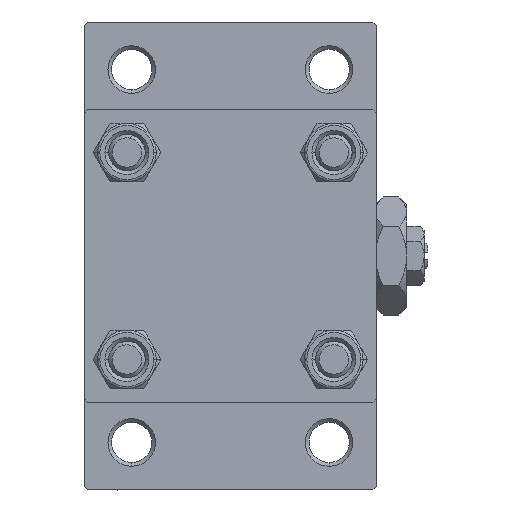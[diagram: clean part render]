
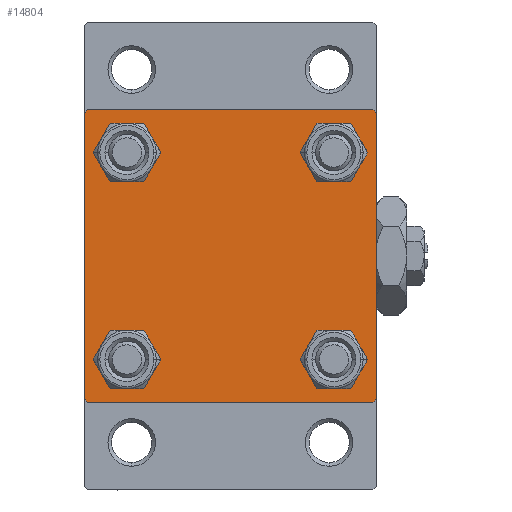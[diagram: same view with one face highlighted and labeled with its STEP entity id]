
A CAD part, left-side view. The second image highlights one B-rep face of the part: STEP entity #14804.
In plain terms, the highlighted planar face has unit normal (-1, 0, 0).
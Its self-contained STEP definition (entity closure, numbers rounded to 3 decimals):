
#662 = CIRCLE ( 'NONE', #24423, 3. ) ;
#777 = CARTESIAN_POINT ( 'NONE',  ( 0., -20., -19.5 ) ) ;
#988 = VECTOR ( 'NONE', #3071, 1000. ) ;
#1135 = DIRECTION ( 'NONE',  ( 0., 0., 1. ) ) ;
#1202 = EDGE_CURVE ( 'NONE', #32281, #2114, #40932, .T. ) ;
#1736 = DIRECTION ( 'NONE',  ( 0., 0., 1. ) ) ;
#1784 = EDGE_LOOP ( 'NONE', ( #27201, #16351 ) ) ;
#1867 = CARTESIAN_POINT ( 'NONE',  ( 0., 14.15, 14.15 ) ) ;
#2114 = VERTEX_POINT ( 'NONE', #23534 ) ;
#2219 = LINE ( 'NONE', #13866, #32813 ) ;
#3071 = DIRECTION ( 'NONE',  ( 0., -1., 0. ) ) ;
#3502 = EDGE_CURVE ( 'NONE', #46636, #29943, #16966, .T. ) ;
#3990 = VERTEX_POINT ( 'NONE', #35378 ) ;
#4615 = FACE_OUTER_BOUND ( 'NONE', #25416, .T. ) ;
#4873 = DIRECTION ( 'NONE',  ( 1., 0., 0. ) ) ;
#4910 = ORIENTED_EDGE ( 'NONE', *, *, #42332, .T. ) ;
#5056 = EDGE_CURVE ( 'NONE', #39348, #29491, #16408, .T. ) ;
#5714 = CARTESIAN_POINT ( 'NONE',  ( 0., 19.5, 20. ) ) ;
#5840 = VERTEX_POINT ( 'NONE', #42862 ) ;
#5927 = CARTESIAN_POINT ( 'NONE',  ( 0., -19.5, 20. ) ) ;
#6442 = DIRECTION ( 'NONE',  ( 1., 0., 0. ) ) ;
#6782 = LINE ( 'NONE', #37017, #988 ) ;
#7267 = CARTESIAN_POINT ( 'NONE',  ( 0., -20., 20. ) ) ;
#7504 = DIRECTION ( 'NONE',  ( 0., 0., -1. ) ) ;
#7527 = DIRECTION ( 'NONE',  ( 1., 0., 0. ) ) ;
#8068 = EDGE_CURVE ( 'NONE', #12774, #22394, #41069, .T. ) ;
#8126 = LINE ( 'NONE', #49047, #8777 ) ;
#8134 = EDGE_CURVE ( 'NONE', #46166, #5840, #662, .T. ) ;
#8277 = AXIS2_PLACEMENT_3D ( 'NONE', #29507, #18340, #44640 ) ;
#8760 = CARTESIAN_POINT ( 'NONE',  ( 0., -14.15, -14.15 ) ) ;
#8777 = VECTOR ( 'NONE', #15798, 1000. ) ;
#8991 = LINE ( 'NONE', #38730, #10612 ) ;
#9294 = DIRECTION ( 'NONE',  ( 1., 0., 0. ) ) ;
#10612 = VECTOR ( 'NONE', #46187, 1000. ) ;
#11395 = EDGE_CURVE ( 'NONE', #2114, #32281, #14271, .T. ) ;
#12287 = FACE_BOUND ( 'NONE', #46319, .T. ) ;
#12306 = ORIENTED_EDGE ( 'NONE', *, *, #24763, .T. ) ;
#12774 = VERTEX_POINT ( 'NONE', #32986 ) ;
#12785 = FACE_BOUND ( 'NONE', #1784, .T. ) ;
#13198 = CARTESIAN_POINT ( 'NONE',  ( 0., -14.15, -17.15 ) ) ;
#13866 = CARTESIAN_POINT ( 'NONE',  ( 0., 20., 20. ) ) ;
#14016 = CARTESIAN_POINT ( 'NONE',  ( 0., 14.15, -14.15 ) ) ;
#14046 = LINE ( 'NONE', #29185, #48578 ) ;
#14271 = CIRCLE ( 'NONE', #32457, 3. ) ;
#14436 = EDGE_LOOP ( 'NONE', ( #23289, #26144 ) ) ;
#14804 = ADVANCED_FACE ( 'NONE', ( #43041, #31380, #12287, #12785, #4615 ), #46271, .T. ) ;
#15744 = ORIENTED_EDGE ( 'NONE', *, *, #36971, .T. ) ;
#15798 = DIRECTION ( 'NONE',  ( 0., 0.707, -0.707 ) ) ;
#16083 = AXIS2_PLACEMENT_3D ( 'NONE', #14016, #29157, #43788 ) ;
#16351 = ORIENTED_EDGE ( 'NONE', *, *, #36351, .T. ) ;
#16408 = CIRCLE ( 'NONE', #28296, 3. ) ;
#16966 = LINE ( 'NONE', #25397, #32184 ) ;
#17558 = VECTOR ( 'NONE', #7504, 1000. ) ;
#18143 = ORIENTED_EDGE ( 'NONE', *, *, #39139, .T. ) ;
#18340 = DIRECTION ( 'NONE',  ( 1., 0., 0. ) ) ;
#18440 = EDGE_CURVE ( 'NONE', #47255, #37088, #41223, .T. ) ;
#18680 = CARTESIAN_POINT ( 'NONE',  ( 0., -14.15, 14.15 ) ) ;
#19631 = ORIENTED_EDGE ( 'NONE', *, *, #5056, .T. ) ;
#19730 = DIRECTION ( 'NONE',  ( 0., 0., 1. ) ) ;
#20195 = DIRECTION ( 'NONE',  ( 1., 0., 0. ) ) ;
#20203 = CARTESIAN_POINT ( 'NONE',  ( 0., -14.15, 11.15 ) ) ;
#20827 = CARTESIAN_POINT ( 'NONE',  ( 0., -14.15, -11.15 ) ) ;
#21573 = VECTOR ( 'NONE', #44794, 1000. ) ;
#22213 = CARTESIAN_POINT ( 'NONE',  ( 0., -19.75, -19.75 ) ) ;
#22394 = VERTEX_POINT ( 'NONE', #46009 ) ;
#23176 = EDGE_CURVE ( 'NONE', #22394, #12774, #24815, .T. ) ;
#23289 = ORIENTED_EDGE ( 'NONE', *, *, #11395, .T. ) ;
#23431 = DIRECTION ( 'NONE',  ( 0., 0., 1. ) ) ;
#23534 = CARTESIAN_POINT ( 'NONE',  ( 0., -14.15, 17.15 ) ) ;
#23733 = AXIS2_PLACEMENT_3D ( 'NONE', #46512, #31139, #1135 ) ;
#24397 = VERTEX_POINT ( 'NONE', #30378 ) ;
#24423 = AXIS2_PLACEMENT_3D ( 'NONE', #1867, #20195, #43025 ) ;
#24763 = EDGE_CURVE ( 'NONE', #3990, #43402, #2219, .T. ) ;
#24815 = CIRCLE ( 'NONE', #16083, 3. ) ;
#24829 = CIRCLE ( 'NONE', #46195, 3. ) ;
#25397 = CARTESIAN_POINT ( 'NONE',  ( 0., 20., 20. ) ) ;
#25416 = EDGE_LOOP ( 'NONE', ( #12306, #18143, #15744, #40836, #46694, #38713, #29795, #40103 ) ) ;
#25624 = CARTESIAN_POINT ( 'NONE',  ( 0., -20., 19.5 ) ) ;
#26144 = ORIENTED_EDGE ( 'NONE', *, *, #1202, .T. ) ;
#27201 = ORIENTED_EDGE ( 'NONE', *, *, #8134, .T. ) ;
#27269 = ORIENTED_EDGE ( 'NONE', *, *, #8068, .T. ) ;
#28296 = AXIS2_PLACEMENT_3D ( 'NONE', #8760, #30593, #35279 ) ;
#28514 = VERTEX_POINT ( 'NONE', #42411 ) ;
#29157 = DIRECTION ( 'NONE',  ( 1., 0., 0. ) ) ;
#29185 = CARTESIAN_POINT ( 'NONE',  ( 0., 19.75, -19.75 ) ) ;
#29491 = VERTEX_POINT ( 'NONE', #20827 ) ;
#29507 = CARTESIAN_POINT ( 'NONE',  ( 0., -14.15, -14.15 ) ) ;
#29688 = CIRCLE ( 'NONE', #8277, 3. ) ;
#29795 = ORIENTED_EDGE ( 'NONE', *, *, #3502, .F. ) ;
#29943 = VERTEX_POINT ( 'NONE', #5927 ) ;
#30378 = CARTESIAN_POINT ( 'NONE',  ( 0., -19.5, -20. ) ) ;
#30593 = DIRECTION ( 'NONE',  ( 1., 0., 0. ) ) ;
#30977 = EDGE_CURVE ( 'NONE', #46636, #3990, #8126, .T. ) ;
#31139 = DIRECTION ( 'NONE',  ( -1., 0., 0. ) ) ;
#31380 = FACE_BOUND ( 'NONE', #38182, .T. ) ;
#32184 = VECTOR ( 'NONE', #39520, 1000. ) ;
#32281 = VERTEX_POINT ( 'NONE', #20203 ) ;
#32457 = AXIS2_PLACEMENT_3D ( 'NONE', #18680, #7527, #41490 ) ;
#32726 = EDGE_CURVE ( 'NONE', #24397, #37088, #34080, .T. ) ;
#32813 = VECTOR ( 'NONE', #35434, 1000. ) ;
#32986 = CARTESIAN_POINT ( 'NONE',  ( 0., 14.15, -11.15 ) ) ;
#33210 = ORIENTED_EDGE ( 'NONE', *, *, #23176, .T. ) ;
#34080 = LINE ( 'NONE', #22213, #21573 ) ;
#35279 = DIRECTION ( 'NONE',  ( 0., 0., 1. ) ) ;
#35378 = CARTESIAN_POINT ( 'NONE',  ( 0., 20., 19.5 ) ) ;
#35434 = DIRECTION ( 'NONE',  ( 0., 0., -1. ) ) ;
#36351 = EDGE_CURVE ( 'NONE', #5840, #46166, #24829, .T. ) ;
#36650 = CARTESIAN_POINT ( 'NONE',  ( 0., 20., -19.5 ) ) ;
#36856 = DIRECTION ( 'NONE',  ( 0., -0.707, -0.707 ) ) ;
#36962 = AXIS2_PLACEMENT_3D ( 'NONE', #40158, #6442, #1736 ) ;
#36971 = EDGE_CURVE ( 'NONE', #28514, #24397, #6782, .T. ) ;
#37017 = CARTESIAN_POINT ( 'NONE',  ( 0., 20., -20. ) ) ;
#37088 = VERTEX_POINT ( 'NONE', #777 ) ;
#38020 = CARTESIAN_POINT ( 'NONE',  ( 0., 14.15, 17.15 ) ) ;
#38182 = EDGE_LOOP ( 'NONE', ( #4910, #19631 ) ) ;
#38713 = ORIENTED_EDGE ( 'NONE', *, *, #40720, .T. ) ;
#38730 = CARTESIAN_POINT ( 'NONE',  ( 0., -19.75, 19.75 ) ) ;
#39139 = EDGE_CURVE ( 'NONE', #43402, #28514, #14046, .T. ) ;
#39348 = VERTEX_POINT ( 'NONE', #13198 ) ;
#39520 = DIRECTION ( 'NONE',  ( 0., -1., 0. ) ) ;
#40103 = ORIENTED_EDGE ( 'NONE', *, *, #30977, .T. ) ;
#40158 = CARTESIAN_POINT ( 'NONE',  ( 0., -14.15, 14.15 ) ) ;
#40720 = EDGE_CURVE ( 'NONE', #47255, #29943, #8991, .T. ) ;
#40836 = ORIENTED_EDGE ( 'NONE', *, *, #32726, .T. ) ;
#40932 = CIRCLE ( 'NONE', #36962, 3. ) ;
#41069 = CIRCLE ( 'NONE', #42651, 3. ) ;
#41223 = LINE ( 'NONE', #7267, #17558 ) ;
#41490 = DIRECTION ( 'NONE',  ( 0., 0., 1. ) ) ;
#42332 = EDGE_CURVE ( 'NONE', #29491, #39348, #29688, .T. ) ;
#42411 = CARTESIAN_POINT ( 'NONE',  ( 0., 19.5, -20. ) ) ;
#42528 = CARTESIAN_POINT ( 'NONE',  ( 0., 14.15, -14.15 ) ) ;
#42651 = AXIS2_PLACEMENT_3D ( 'NONE', #42528, #9294, #23431 ) ;
#42862 = CARTESIAN_POINT ( 'NONE',  ( 0., 14.15, 11.15 ) ) ;
#43025 = DIRECTION ( 'NONE',  ( 0., 0., 1. ) ) ;
#43041 = FACE_BOUND ( 'NONE', #14436, .T. ) ;
#43402 = VERTEX_POINT ( 'NONE', #36650 ) ;
#43788 = DIRECTION ( 'NONE',  ( 0., 0., 1. ) ) ;
#44640 = DIRECTION ( 'NONE',  ( 0., 0., 1. ) ) ;
#44794 = DIRECTION ( 'NONE',  ( 0., -0.707, 0.707 ) ) ;
#46009 = CARTESIAN_POINT ( 'NONE',  ( 0., 14.15, -17.15 ) ) ;
#46166 = VERTEX_POINT ( 'NONE', #38020 ) ;
#46187 = DIRECTION ( 'NONE',  ( 0., 0.707, 0.707 ) ) ;
#46195 = AXIS2_PLACEMENT_3D ( 'NONE', #46523, #4873, #19730 ) ;
#46271 = PLANE ( 'NONE',  #23733 ) ;
#46319 = EDGE_LOOP ( 'NONE', ( #27269, #33210 ) ) ;
#46512 = CARTESIAN_POINT ( 'NONE',  ( 0., 0., 0. ) ) ;
#46523 = CARTESIAN_POINT ( 'NONE',  ( 0., 14.15, 14.15 ) ) ;
#46636 = VERTEX_POINT ( 'NONE', #5714 ) ;
#46694 = ORIENTED_EDGE ( 'NONE', *, *, #18440, .F. ) ;
#47255 = VERTEX_POINT ( 'NONE', #25624 ) ;
#48578 = VECTOR ( 'NONE', #36856, 1000. ) ;
#49047 = CARTESIAN_POINT ( 'NONE',  ( 0., 19.75, 19.75 ) ) ;
